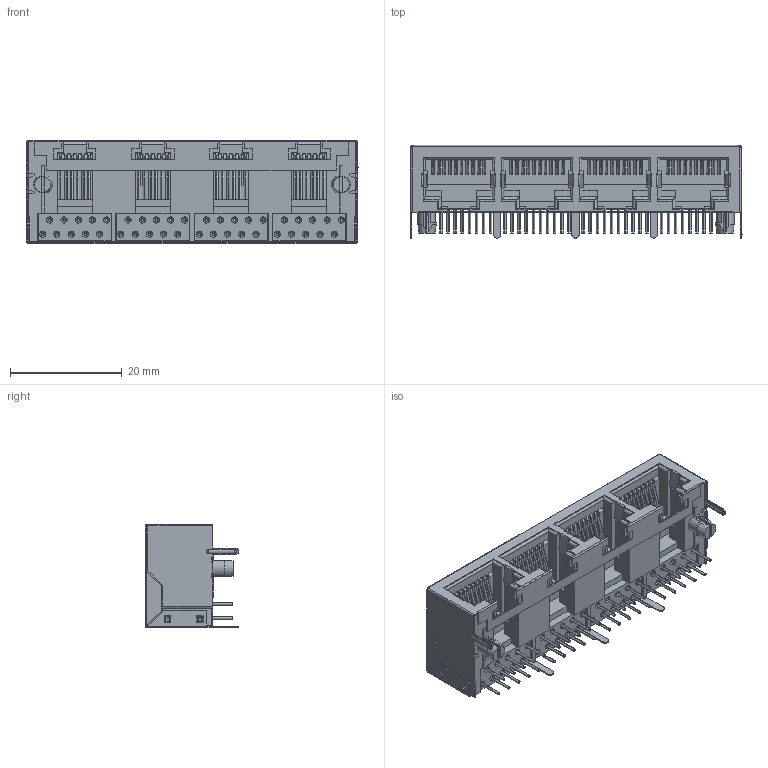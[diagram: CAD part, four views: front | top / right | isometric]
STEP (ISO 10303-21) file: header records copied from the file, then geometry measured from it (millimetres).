
FILE_DESCRIPTION (( 'STEP AP203' ), '1' );
FILE_NAME ('RJ60041192P00101.STEP', '2020-01-15T20:00:28', ( '' ), ( '' ), 'SwSTEP 2.0', 'SolidWorks 2016', '' );
FILE_SCHEMA (( 'CONFIG_CONTROL_DESIGN' ));
Length unit declared in the file: millimetre
Products named in the file (4): 60 Shield; 60 Insulator; RJ60041192P00101; 60 Contacts_10P10C
Assembly tree (6 placements, depth 2):
  RJ60041192P00101
    60 Insulator
    60 Shield
    60 Contacts_10P10C  x4
Bounding box: 59.3 x 16.65 x 18.4 mm (x, y, z)
Volume: 7062.1 mm3; surface area: 18987 mm2
Topology: 42 solids, 42 shells, 2674 faces, 7537 edges, 4915 vertices
Faces by surface type: plane 1505, cylinder 763, torus 240, cone 124, bspline 42
Entity records: 77103 total; most frequent: CARTESIAN_POINT 16724, ORIENTED_EDGE 13028, DIRECTION 11967, EDGE_CURVE 6514, VECTOR 4841, LINE 4841, VERTEX_POINT 4252, AXIS2_PLACEMENT_3D 3563
